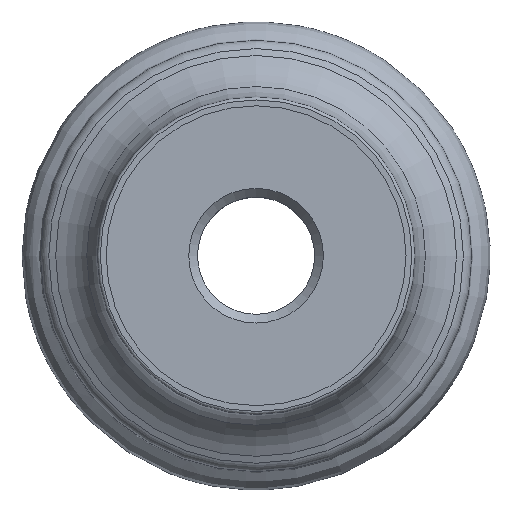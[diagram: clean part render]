
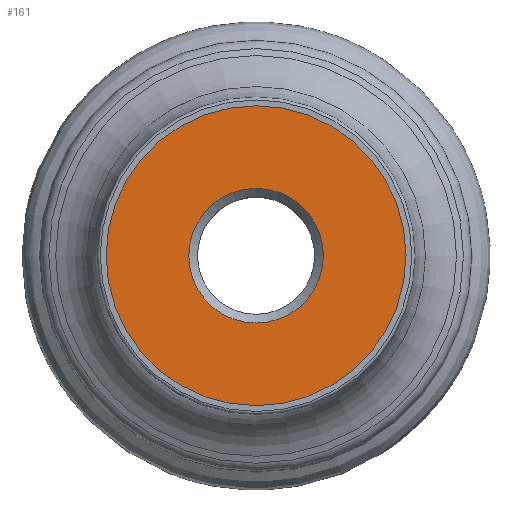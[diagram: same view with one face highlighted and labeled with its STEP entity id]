
A CAD part, top view. The second image highlights one B-rep face of the part: STEP entity #161.
In plain terms, the highlighted conical face has half-angle 89.989 degrees and reference radius 51.225 mm.
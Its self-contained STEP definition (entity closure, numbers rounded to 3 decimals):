
#161=ADVANCED_FACE('',(#237,#238),#172,.F.);
#172=CONICAL_SURFACE('',#685,51.225,89.989);
#237=FACE_BOUND('',#304,.T.);
#238=FACE_BOUND('',#305,.T.);
#304=EDGE_LOOP('',(#370));
#305=EDGE_LOOP('',(#371));
#370=ORIENTED_EDGE('',*,*,#431,.T.);
#371=ORIENTED_EDGE('',*,*,#438,.F.);
#397=VERTEX_POINT('',#960);
#404=VERTEX_POINT('',#982);
#431=EDGE_CURVE('',#397,#397,#464,.T.);
#438=EDGE_CURVE('',#404,#404,#471,.T.);
#464=CIRCLE('',#668,23.001);
#471=CIRCLE('',#683,51.225);
#668=AXIS2_PLACEMENT_3D('',#959,#813,#814);
#683=AXIS2_PLACEMENT_3D('',#981,#843,#844);
#685=AXIS2_PLACEMENT_3D('',#984,#847,#848);
#813=DIRECTION('',(0.,0.,-1.));
#814=DIRECTION('',(-1.,0.,0.));
#843=DIRECTION('',(0.,0.,-1.));
#844=DIRECTION('',(-1.,0.,0.));
#847=DIRECTION('',(0.,0.,1.));
#848=DIRECTION('',(1.,0.,0.));
#959=CARTESIAN_POINT('',(0.,0.,0.004));
#960=CARTESIAN_POINT('',(-23.001,0.,0.004));
#981=CARTESIAN_POINT('',(0.,0.,0.01));
#982=CARTESIAN_POINT('',(-51.225,0.,0.01));
#984=CARTESIAN_POINT('',(0.,0.,0.01));
